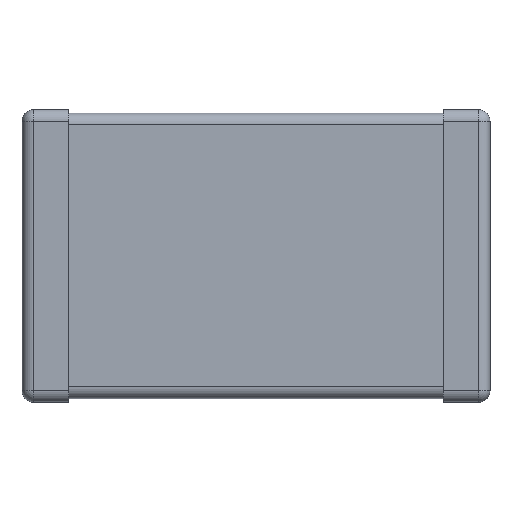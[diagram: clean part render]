
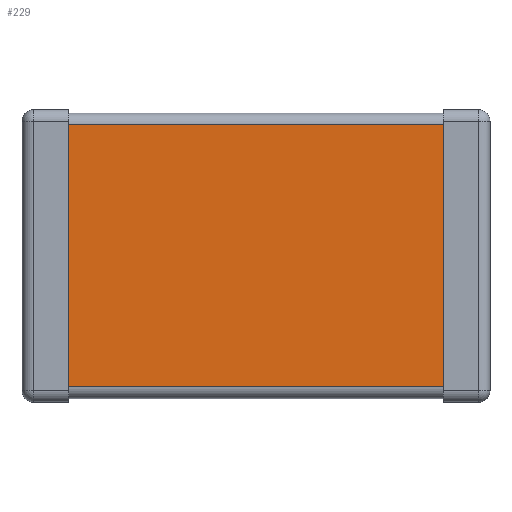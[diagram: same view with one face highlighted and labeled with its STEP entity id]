
A CAD part, top view. The second image highlights one B-rep face of the part: STEP entity #229.
In plain terms, the highlighted planar face has unit normal (0, 0, 1).
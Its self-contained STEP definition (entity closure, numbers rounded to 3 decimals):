
#22 = VERTEX_POINT('',#23);
#23 = CARTESIAN_POINT('',(0.9,-0.56,0.585));
#32 = EDGE_CURVE('',#22,#33,#35,.T.);
#33 = VERTEX_POINT('',#34);
#34 = CARTESIAN_POINT('',(-0.9,-0.56,0.585));
#35 = LINE('',#36,#37);
#36 = CARTESIAN_POINT('',(0.9,-0.56,0.585));
#37 = VECTOR('',#38,1.);
#38 = DIRECTION('',(-1.,0.,0.));
#108 = VERTEX_POINT('',#109);
#109 = CARTESIAN_POINT('',(0.9,0.56,0.585));
#125 = VERTEX_POINT('',#126);
#126 = CARTESIAN_POINT('',(-0.9,0.56,0.585));
#133 = EDGE_CURVE('',#108,#125,#134,.T.);
#134 = LINE('',#135,#136);
#135 = CARTESIAN_POINT('',(-0.9,0.56,0.585));
#136 = VECTOR('',#137,1.);
#137 = DIRECTION('',(-1.,0.,0.));
#229 = ADVANCED_FACE('',(#230),#246,.F.);
#230 = FACE_BOUND('',#231,.T.);
#231 = EDGE_LOOP('',(#232,#238,#239,#245));
#232 = ORIENTED_EDGE('',*,*,#233,.T.);
#233 = EDGE_CURVE('',#22,#108,#234,.T.);
#234 = LINE('',#235,#236);
#235 = CARTESIAN_POINT('',(0.9,-0.61,0.585));
#236 = VECTOR('',#237,1.);
#237 = DIRECTION('',(0.,1.,0.));
#238 = ORIENTED_EDGE('',*,*,#133,.T.);
#239 = ORIENTED_EDGE('',*,*,#240,.F.);
#240 = EDGE_CURVE('',#33,#125,#241,.T.);
#241 = LINE('',#242,#243);
#242 = CARTESIAN_POINT('',(-0.9,-0.61,0.585));
#243 = VECTOR('',#244,1.);
#244 = DIRECTION('',(0.,1.,0.));
#245 = ORIENTED_EDGE('',*,*,#32,.F.);
#246 = PLANE('',#247);
#247 = AXIS2_PLACEMENT_3D('',#248,#249,#250);
#248 = CARTESIAN_POINT('',(0.,-0.61,0.585));
#249 = DIRECTION('',(0.,0.,-1.));
#250 = DIRECTION('',(-1.,0.,0.));
